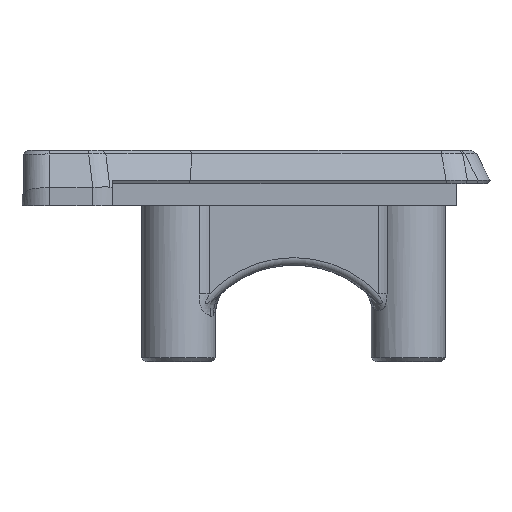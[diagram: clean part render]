
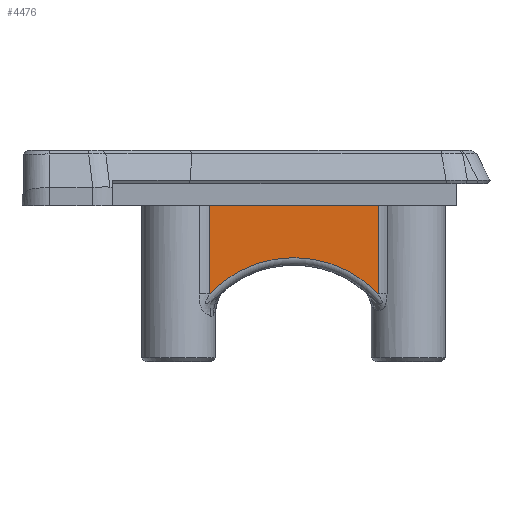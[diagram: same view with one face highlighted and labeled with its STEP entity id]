
A CAD part, left-side view. The second image highlights one B-rep face of the part: STEP entity #4476.
In plain terms, the highlighted planar face has unit normal (-1, 0, 0).
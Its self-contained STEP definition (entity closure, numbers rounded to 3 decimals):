
#223=PLANE('',#4895);
#589=FACE_OUTER_BOUND('',#869,.T.);
#869=EDGE_LOOP('',(#4043,#4044,#4045,#4046));
#1089=LINE('',#11215,#1451);
#1237=LINE('',#15834,#1599);
#1238=LINE('',#15836,#1600);
#1451=VECTOR('',#5498,22.754);
#1599=VECTOR('',#6040,11.898);
#1600=VECTOR('',#6043,11.898);
#1788=CIRCLE('',#4874,15.659);
#2037=VERTEX_POINT('',#11212);
#2038=VERTEX_POINT('',#11214);
#2181=VERTEX_POINT('',#12725);
#2183=VERTEX_POINT('',#12962);
#2550=EDGE_CURVE('',#2038,#2037,#1089,.T.);
#2792=EDGE_CURVE('',#2181,#2183,#1788,.T.);
#2836=EDGE_CURVE('',#2037,#2181,#1237,.T.);
#2837=EDGE_CURVE('',#2183,#2038,#1238,.T.);
#4043=ORIENTED_EDGE('',*,*,#2550,.T.);
#4044=ORIENTED_EDGE('',*,*,#2836,.T.);
#4045=ORIENTED_EDGE('',*,*,#2792,.T.);
#4046=ORIENTED_EDGE('',*,*,#2837,.T.);
#4476=ADVANCED_FACE('',(#589),#223,.F.);
#4874=AXIS2_PLACEMENT_3D('',#12963,#5986,#5987);
#4895=AXIS2_PLACEMENT_3D('',#15835,#6041,#6042);
#5498=DIRECTION('',(0.,1.,0.));
#5986=DIRECTION('center_axis',(1.,0.,0.));
#5987=DIRECTION('ref_axis',(0.,0.,-1.));
#6040=DIRECTION('',(0.,0.,-1.));
#6041=DIRECTION('center_axis',(1.,0.,0.));
#6042=DIRECTION('ref_axis',(0.,1.,0.));
#6043=DIRECTION('',(0.,0.,1.));
#11212=CARTESIAN_POINT('',(-19.409,75.82,-136.4));
#11214=CARTESIAN_POINT('',(-19.409,53.066,-136.4));
#11215=CARTESIAN_POINT('',(-19.409,53.066,-136.4));
#12725=CARTESIAN_POINT('',(-19.409,75.82,-148.298));
#12962=CARTESIAN_POINT('',(-19.409,53.066,-148.298));
#12963=CARTESIAN_POINT('Origin',(-19.409,64.443,-159.057));
#15834=CARTESIAN_POINT('',(-19.409,75.82,-136.4));
#15835=CARTESIAN_POINT('Origin',(-19.409,65.943,-151.4));
#15836=CARTESIAN_POINT('',(-19.409,53.066,-148.298));
